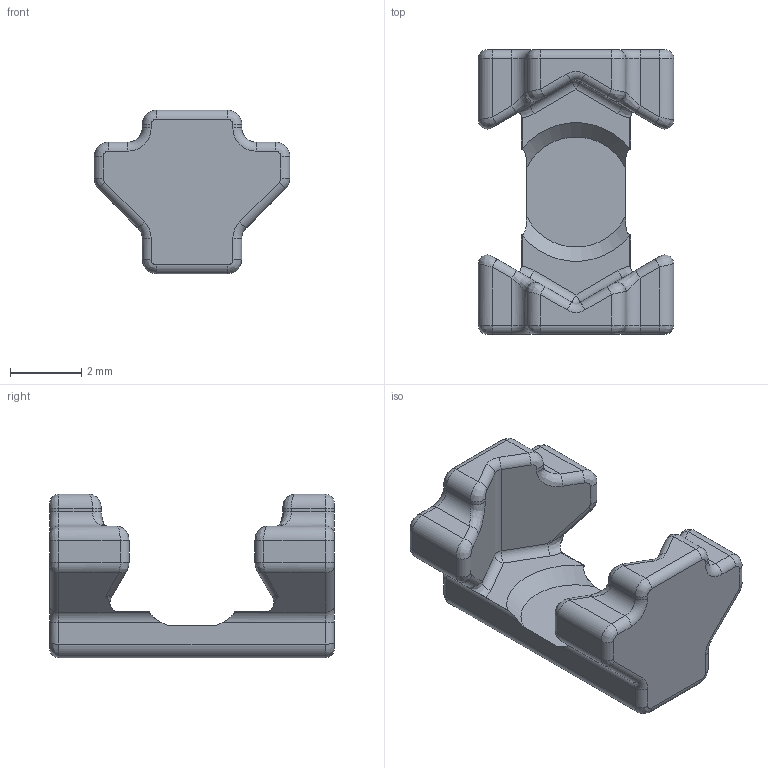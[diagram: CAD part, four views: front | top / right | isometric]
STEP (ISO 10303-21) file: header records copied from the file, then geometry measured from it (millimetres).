
FILE_DESCRIPTION(/* description */ (''),/* implementation_level */ '2;1');
FILE_NAME(/* name */ 'SteadyNut - MakerbeamXL.stp',/* time_stamp */ '2021-02-22T20:05:22+01:00',/* author */ ('marti'),/* organization */ (''),/* preprocessor_version */ 'ST-DEVELOPER v18.1',/* originating_system */ 'Autodesk Inventor 2020',/* authorisation */ '');
FILE_SCHEMA (('AUTOMOTIVE_DESIGN { 1 0 10303 214 3 1 1 }'));
Length unit declared in the file: millimetre
Products named in the file (1): SteadyNut - MakerbeamXL
Bounding box: 5.5 x 8 x 4.6 mm (x, y, z)
Volume: 66.4 mm3; surface area: 159.9 mm2
Topology: 1 solids, 1 shells, 152 faces, 356 edges, 206 vertices
Faces by surface type: cylinder 72, bspline 36, plane 30, torus 10, cone 2, sphere 2
Entity records: 5331 total; most frequent: CARTESIAN_POINT 1863, DIRECTION 756, ORIENTED_EDGE 712, EDGE_CURVE 356, AXIS2_PLACEMENT_3D 303, VERTEX_POINT 206, FACE_OUTER_BOUND 152, EDGE_LOOP 152
